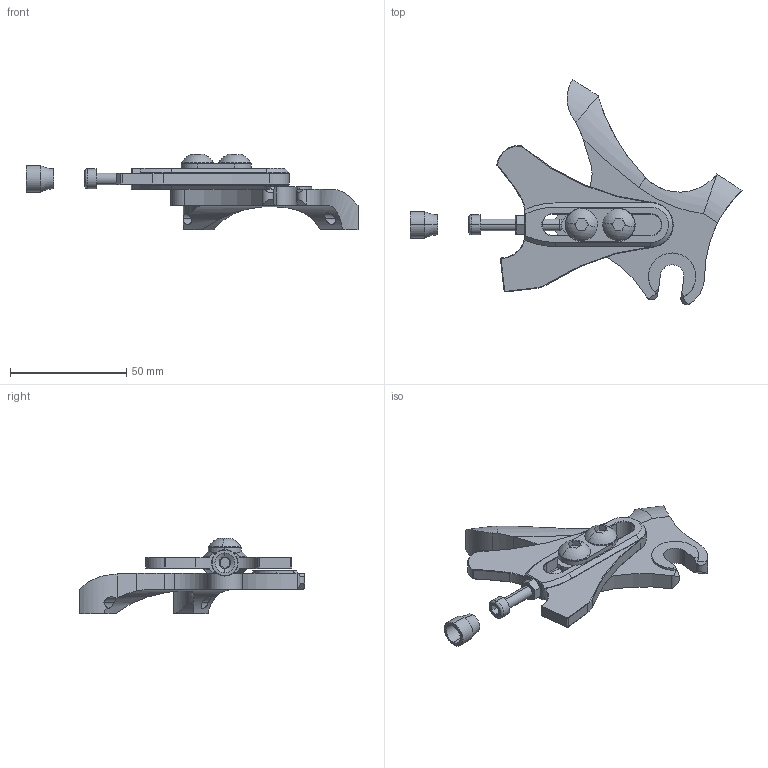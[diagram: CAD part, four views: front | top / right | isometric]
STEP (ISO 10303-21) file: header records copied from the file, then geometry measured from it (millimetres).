
FILE_DESCRIPTION (( 'STEP AP214' ), '1' );
FILE_NAME ('DR4048_Flat.STEP', '2015-06-18T22:25:12', ( 'Accounting' ), ( 'Microsoft' ), 'SwSTEP 2.0', 'SolidWorks 2015', '' );
FILE_SCHEMA (( 'AUTOMOTIVE_DESIGN' ));
Length unit declared in the file: inch
Products named in the file (8): MS5001; MS2016; MS2013; MS2012; MS1013; DR4049; DS0004; DR4048_Flat
Assembly tree (8 placements, depth 2):
  DR4048_Flat
    DS0004
    DR4049
    MS1013
    MS2012  x2
    MS2013
    MS2016
    MS5001
Bounding box: 143.03 x 97.01 x 32.53 mm (x, y, z)
Volume: 41504.7 mm3; surface area: 21316.9 mm2
Topology: 8 solids, 8 shells, 282 faces, 683 edges, 420 vertices
Faces by surface type: cylinder 105, plane 95, cone 66, torus 12, sphere 4
Entity records: 8558 total; most frequent: CARTESIAN_POINT 1885, DIRECTION 1384, ORIENTED_EDGE 1294, EDGE_CURVE 647, AXIS2_PLACEMENT_3D 533, VERTEX_POINT 396, LINE 318, VECTOR 318
